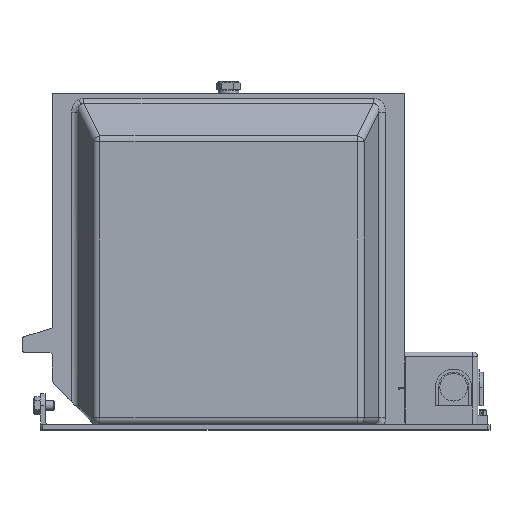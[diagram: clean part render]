
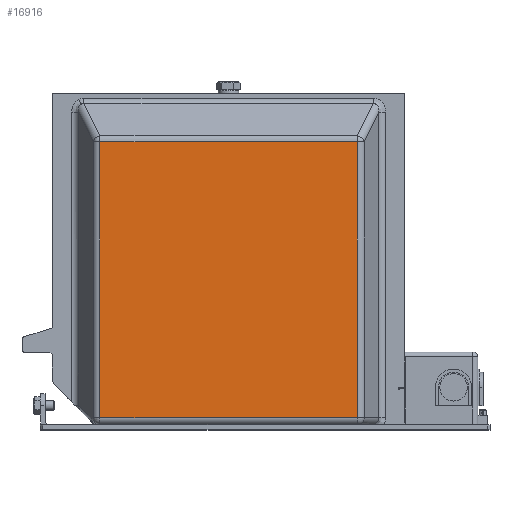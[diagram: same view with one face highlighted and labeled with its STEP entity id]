
A CAD part, top view. The second image highlights one B-rep face of the part: STEP entity #16916.
In plain terms, the highlighted planar face has unit normal (0, 0, 1).
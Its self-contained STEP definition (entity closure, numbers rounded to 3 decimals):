
#122 = VERTEX_POINT ( 'NONE', #1777 ) ;
#1207 = VERTEX_POINT ( 'NONE', #9221 ) ;
#1730 = EDGE_CURVE ( 'NONE', #2343, #17546, #7821, .T. ) ;
#1777 = CARTESIAN_POINT ( 'NONE',  ( -130.879, 237.046, 89. ) ) ;
#2343 = VERTEX_POINT ( 'NONE', #11301 ) ;
#2926 = EDGE_CURVE ( 'NONE', #122, #2343, #13132, .T. ) ;
#3131 = AXIS2_PLACEMENT_3D ( 'NONE', #6062, #5891, #15323 ) ;
#3884 = DIRECTION ( 'NONE',  ( 0., -1., 0. ) ) ;
#4500 = EDGE_CURVE ( 'NONE', #1207, #122, #5097, .T. ) ;
#4537 = ORIENTED_EDGE ( 'NONE', *, *, #4500, .T. ) ;
#4938 = ORIENTED_EDGE ( 'NONE', *, *, #2926, .T. ) ;
#5097 = LINE ( 'NONE', #16060, #14720 ) ;
#5110 = EDGE_CURVE ( 'NONE', #17546, #1207, #9830, .T. ) ;
#5759 = VECTOR ( 'NONE', #13173, 1000. ) ;
#5891 = DIRECTION ( 'NONE',  ( 0., 0., 1. ) ) ;
#6062 = CARTESIAN_POINT ( 'NONE',  ( 85., 523.024, 89. ) ) ;
#7821 = LINE ( 'NONE', #17464, #5759 ) ;
#7931 = EDGE_LOOP ( 'NONE', ( #4537, #4938, #9162, #10788 ) ) ;
#8494 = DIRECTION ( 'NONE',  ( 0., 1., 0. ) ) ;
#8516 = VECTOR ( 'NONE', #8494, 1000. ) ;
#9162 = ORIENTED_EDGE ( 'NONE', *, *, #1730, .T. ) ;
#9221 = CARTESIAN_POINT ( 'NONE',  ( 80.879, 237.046, 89. ) ) ;
#9830 = LINE ( 'NONE', #11082, #8516 ) ;
#10079 = FACE_OUTER_BOUND ( 'NONE', #7931, .T. ) ;
#10788 = ORIENTED_EDGE ( 'NONE', *, *, #5110, .T. ) ;
#11082 = CARTESIAN_POINT ( 'NONE',  ( 80.879, 523.024, 89. ) ) ;
#11301 = CARTESIAN_POINT ( 'NONE',  ( -130.879, 10., 89. ) ) ;
#12298 = VECTOR ( 'NONE', #3884, 1000. ) ;
#12739 = PLANE ( 'NONE',  #3131 ) ;
#13132 = LINE ( 'NONE', #16083, #12298 ) ;
#13173 = DIRECTION ( 'NONE',  ( 1., 0., 0. ) ) ;
#13376 = DIRECTION ( 'NONE',  ( -1., 0., 0. ) ) ;
#14720 = VECTOR ( 'NONE', #13376, 1000. ) ;
#15323 = DIRECTION ( 'NONE',  ( 1., 0., 0. ) ) ;
#16060 = CARTESIAN_POINT ( 'NONE',  ( -135., 237.046, 89. ) ) ;
#16083 = CARTESIAN_POINT ( 'NONE',  ( -130.879, 523.024, 89. ) ) ;
#16403 = CARTESIAN_POINT ( 'NONE',  ( 80.879, 10., 89. ) ) ;
#16916 = ADVANCED_FACE ( 'NONE', ( #10079 ), #12739, .T. ) ;
#17464 = CARTESIAN_POINT ( 'NONE',  ( 85., 10., 89. ) ) ;
#17546 = VERTEX_POINT ( 'NONE', #16403 ) ;
